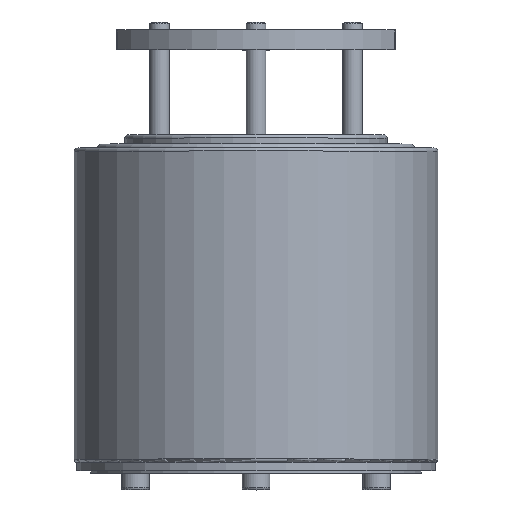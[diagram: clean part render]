
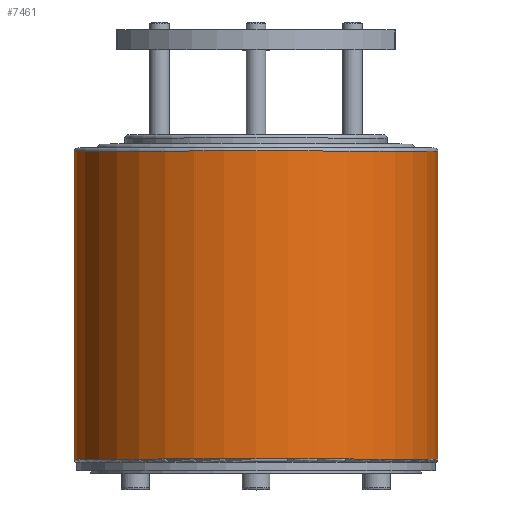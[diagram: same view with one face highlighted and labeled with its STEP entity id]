
A CAD part, top view. The second image highlights one B-rep face of the part: STEP entity #7461.
In plain terms, the highlighted cylindrical face has radius 55.5 mm (diameter 111 mm), a full revolution.
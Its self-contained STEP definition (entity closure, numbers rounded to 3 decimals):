
#248=CYLINDRICAL_SURFACE('',#8329,55.5);
#901=LINE('',#12768,#1321);
#1321=VECTOR('',#10355,55.5);
#1774=FACE_OUTER_BOUND('',#2263,.T.);
#2263=EDGE_LOOP('',(#6155,#6156,#6157,#6158));
#2786=CIRCLE('',#8328,55.5);
#2787=CIRCLE('',#8330,55.5);
#3445=VERTEX_POINT('',#12763);
#3446=VERTEX_POINT('',#12767);
#4391=EDGE_CURVE('',#3445,#3445,#2786,.T.);
#4392=EDGE_CURVE('',#3445,#3446,#901,.T.);
#4393=EDGE_CURVE('',#3446,#3446,#2787,.T.);
#6155=ORIENTED_EDGE('',*,*,#4391,.F.);
#6156=ORIENTED_EDGE('',*,*,#4392,.T.);
#6157=ORIENTED_EDGE('',*,*,#4393,.F.);
#6158=ORIENTED_EDGE('',*,*,#4392,.F.);
#7461=ADVANCED_FACE('',(#1774),#248,.T.);
#8328=AXIS2_PLACEMENT_3D('',#12765,#10351,#10352);
#8329=AXIS2_PLACEMENT_3D('',#12766,#10353,#10354);
#8330=AXIS2_PLACEMENT_3D('',#12769,#10356,#10357);
#10351=DIRECTION('center_axis',(0.,1.,0.));
#10352=DIRECTION('ref_axis',(0.,0.,-1.));
#10353=DIRECTION('center_axis',(0.,1.,0.));
#10354=DIRECTION('ref_axis',(0.,0.,1.));
#10355=DIRECTION('',(0.,-1.,0.));
#10356=DIRECTION('center_axis',(0.,-1.,0.));
#10357=DIRECTION('ref_axis',(0.,0.,-1.));
#12763=CARTESIAN_POINT('',(0.,-1.,-55.5));
#12765=CARTESIAN_POINT('Origin',(0.,-1.,0.));
#12766=CARTESIAN_POINT('Origin',(0.,-48.,0.));
#12767=CARTESIAN_POINT('',(0.,-95.,-55.5));
#12768=CARTESIAN_POINT('',(0.,-48.,-55.5));
#12769=CARTESIAN_POINT('Origin',(0.,-95.,0.));
